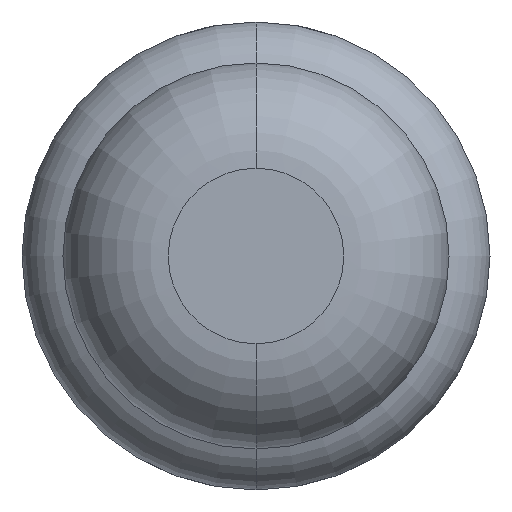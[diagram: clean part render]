
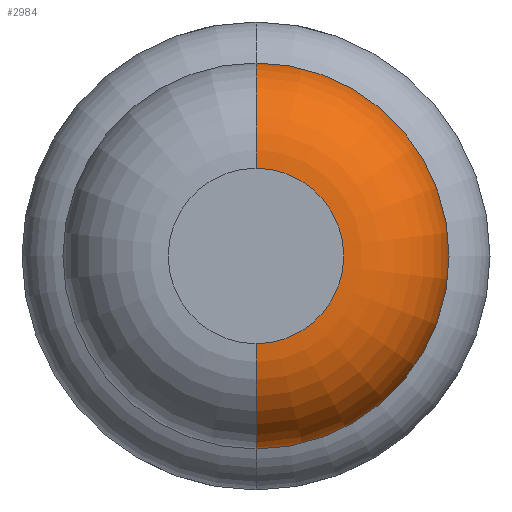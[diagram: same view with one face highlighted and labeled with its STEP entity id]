
A CAD part, front view. The second image highlights one B-rep face of the part: STEP entity #2984.
In plain terms, the highlighted toroidal (fillet/blend) face has major radius 0.375 mm and minor radius 0.45 mm.
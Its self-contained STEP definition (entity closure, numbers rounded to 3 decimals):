
#2 = AXIS2_PLACEMENT_3D ( 'NONE', #3560, #306, #1489 ) ;
#23 = VERTEX_POINT ( 'NONE', #1646 ) ;
#272 = CARTESIAN_POINT ( 'NONE',  ( 0., -27.4, 0. ) ) ;
#292 = CIRCLE ( 'NONE', #2, 0.45 ) ;
#306 = DIRECTION ( 'NONE',  ( 1., 0., 0. ) ) ;
#403 = CARTESIAN_POINT ( 'NONE',  ( 0., -27.4, 0.375 ) ) ;
#411 = EDGE_CURVE ( 'Defeature ausgef�hrt1_5+Defeature ausgef�hrt1_4+Defeature ausgef�hrt1_4+Defeature ausgef�hrt1_4', #2414, #2920, #3407, .T. ) ;
#423 = EDGE_LOOP ( 'NONE', ( #727, #1700, #1950, #2228 ) ) ;
#578 = EDGE_CURVE ( 'Defeature ausgef�hrt1_6+Defeature ausgef�hrt1_5+Defeature ausgef�hrt1_5+Defeature ausgef�hrt1_5', #23, #2418, #810, .T. ) ;
#697 = CARTESIAN_POINT ( 'NONE',  ( 0., -26.95, -0.825 ) ) ;
#727 = ORIENTED_EDGE ( 'NONE', *, *, #411, .T. ) ;
#810 = CIRCLE ( 'NONE', #1597, 0.825 ) ;
#989 = DIRECTION ( 'NONE',  ( 0., 0., 1. ) ) ;
#1061 = AXIS2_PLACEMENT_3D ( 'NONE', #3460, #1217, #2396 ) ;
#1176 = AXIS2_PLACEMENT_3D ( 'NONE', #3800, #1416, #3477 ) ;
#1217 = DIRECTION ( 'NONE',  ( -1., 0., 0. ) ) ;
#1416 = DIRECTION ( 'NONE',  ( 0., 1., 0. ) ) ;
#1429 = DIRECTION ( 'NONE',  ( 0., 0., 1. ) ) ;
#1489 = DIRECTION ( 'NONE',  ( 0., 0., -1. ) ) ;
#1597 = AXIS2_PLACEMENT_3D ( 'NONE', #2158, #3369, #989 ) ;
#1646 = CARTESIAN_POINT ( 'NONE',  ( 0., -26.95, 0.825 ) ) ;
#1700 = ORIENTED_EDGE ( 'NONE', *, *, #3296, .T. ) ;
#1950 = ORIENTED_EDGE ( 'NONE', *, *, #578, .F. ) ;
#2093 = FACE_OUTER_BOUND ( 'NONE', #423, .T. ) ;
#2158 = CARTESIAN_POINT ( 'NONE',  ( 0., -26.95, 0. ) ) ;
#2228 = ORIENTED_EDGE ( 'NONE', *, *, #3318, .F. ) ;
#2396 = DIRECTION ( 'NONE',  ( 0., 0., 1. ) ) ;
#2414 = VERTEX_POINT ( 'NONE', #403 ) ;
#2418 = VERTEX_POINT ( 'NONE', #697 ) ;
#2655 = AXIS2_PLACEMENT_3D ( 'NONE', #272, #3792, #1429 ) ;
#2920 = VERTEX_POINT ( 'NONE', #3452 ) ;
#2984 = ADVANCED_FACE ( 'Defeature ausgef�hrt1_5', ( #2093 ), #3066, .T. ) ;
#3066 = TOROIDAL_SURFACE ( 'NONE', #1176, 0.375, 0.45 ) ;
#3296 = EDGE_CURVE ( 'NONE', #2920, #2418, #292, .T. ) ;
#3318 = EDGE_CURVE ( 'NONE', #2414, #23, #3333, .T. ) ;
#3333 = CIRCLE ( 'NONE', #1061, 0.45 ) ;
#3369 = DIRECTION ( 'NONE',  ( 0., 1., 0. ) ) ;
#3407 = CIRCLE ( 'NONE', #2655, 0.375 ) ;
#3452 = CARTESIAN_POINT ( 'NONE',  ( 0., -27.4, -0.375 ) ) ;
#3460 = CARTESIAN_POINT ( 'NONE',  ( 0., -26.95, 0.375 ) ) ;
#3477 = DIRECTION ( 'NONE',  ( 0., 0., 1. ) ) ;
#3560 = CARTESIAN_POINT ( 'NONE',  ( 0., -26.95, -0.375 ) ) ;
#3792 = DIRECTION ( 'NONE',  ( 0., 1., 0. ) ) ;
#3800 = CARTESIAN_POINT ( 'NONE',  ( 0., -26.95, 0. ) ) ;
